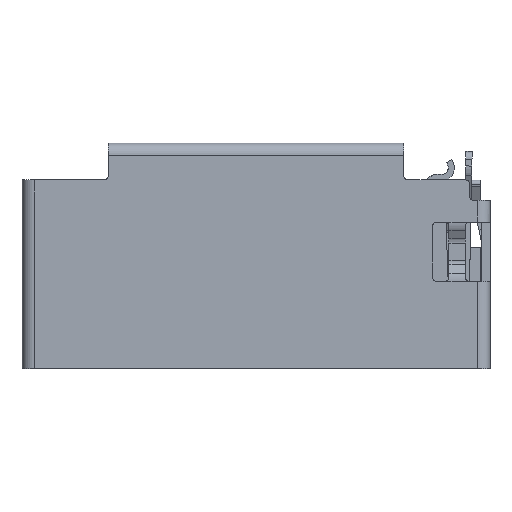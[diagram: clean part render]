
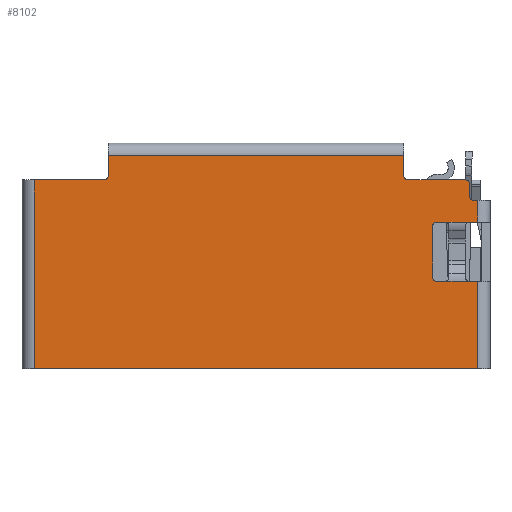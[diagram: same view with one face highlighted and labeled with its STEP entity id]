
A CAD part, top view. The second image highlights one B-rep face of the part: STEP entity #8102.
In plain terms, the highlighted planar face has unit normal (0, 0, 1).
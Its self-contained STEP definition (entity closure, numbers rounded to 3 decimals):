
#8102=ADVANCED_FACE('',(#16986),#16987,.T.);
#16986=FACE_OUTER_BOUND('',#20723,.T.);
#16987=PLANE('',#20724);
#20723=EDGE_LOOP('',(#26730,#26731,#26732,#26733,#26734,#26735,#26736,#26737,#26738,#26739,#26740,#26741,#26742,#26743,#26744,#26745,#26746,#26747,#26748,#26749,#26750,#26751,#26752,#26753));
#20724=AXIS2_PLACEMENT_3D('',#26754,#26755,#26756);
#26730=ORIENTED_EDGE('',*,*,#35204,.F.);
#26731=ORIENTED_EDGE('',*,*,#35350,.F.);
#26732=ORIENTED_EDGE('',*,*,#35359,.T.);
#26733=ORIENTED_EDGE('',*,*,#35353,.F.);
#26734=ORIENTED_EDGE('',*,*,#35360,.T.);
#26735=ORIENTED_EDGE('',*,*,#35361,.T.);
#26736=ORIENTED_EDGE('',*,*,#35362,.F.);
#26737=ORIENTED_EDGE('',*,*,#35337,.F.);
#26738=ORIENTED_EDGE('',*,*,#35312,.T.);
#26739=ORIENTED_EDGE('',*,*,#35120,.F.);
#26740=ORIENTED_EDGE('',*,*,#35363,.F.);
#26741=ORIENTED_EDGE('',*,*,#35364,.F.);
#26742=ORIENTED_EDGE('',*,*,#35365,.F.);
#26743=ORIENTED_EDGE('',*,*,#35366,.T.);
#26744=ORIENTED_EDGE('',*,*,#35288,.F.);
#26745=ORIENTED_EDGE('',*,*,#35082,.T.);
#26746=ORIENTED_EDGE('',*,*,#35159,.F.);
#26747=ORIENTED_EDGE('',*,*,#35103,.F.);
#26748=ORIENTED_EDGE('',*,*,#35275,.T.);
#26749=ORIENTED_EDGE('',*,*,#35265,.F.);
#26750=ORIENTED_EDGE('',*,*,#35367,.T.);
#26751=ORIENTED_EDGE('',*,*,#35069,.F.);
#26752=ORIENTED_EDGE('',*,*,#35239,.T.);
#26753=ORIENTED_EDGE('',*,*,#35166,.T.);
#26754=CARTESIAN_POINT('',(5.025,-1.417,2.65));
#26755=DIRECTION('',(0.0,0.0,1.0));
#26756=DIRECTION('',(1.0,0.0,0.0));
#35069=EDGE_CURVE('',#38782,#38784,#38785,.T.);
#35082=EDGE_CURVE('',#38810,#38808,#38811,.T.);
#35103=EDGE_CURVE('',#38849,#38850,#38851,.T.);
#35120=EDGE_CURVE('',#38881,#38883,#38884,.T.);
#35159=EDGE_CURVE('',#38850,#38808,#38950,.T.);
#35166=EDGE_CURVE('',#38962,#38960,#38963,.T.);
#35204=EDGE_CURVE('',#39027,#38960,#39028,.T.);
#35239=EDGE_CURVE('',#38782,#38962,#39085,.T.);
#35265=EDGE_CURVE('',#39125,#39127,#39128,.T.);
#35275=EDGE_CURVE('',#38849,#39127,#39143,.T.);
#35288=EDGE_CURVE('',#38810,#39160,#39162,.T.);
#35312=EDGE_CURVE('',#39201,#38883,#39202,.T.);
#35337=EDGE_CURVE('',#39201,#39237,#39238,.T.);
#35350=EDGE_CURVE('',#39254,#39027,#39256,.T.);
#35353=EDGE_CURVE('',#39258,#39260,#39261,.T.);
#35359=EDGE_CURVE('',#39254,#39260,#39269,.T.);
#35360=EDGE_CURVE('',#39258,#39270,#39271,.T.);
#35361=EDGE_CURVE('',#39270,#39272,#39273,.T.);
#35362=EDGE_CURVE('',#39237,#39272,#39274,.T.);
#35363=EDGE_CURVE('',#39275,#38881,#39276,.T.);
#35364=EDGE_CURVE('',#39277,#39275,#39278,.T.);
#35365=EDGE_CURVE('',#39279,#39277,#39280,.T.);
#35366=EDGE_CURVE('',#39279,#39160,#39281,.T.);
#35367=EDGE_CURVE('',#39125,#38784,#39282,.T.);
#38782=VERTEX_POINT('',#39416);
#38784=VERTEX_POINT('',#39418);
#38785=LINE('',#39419,#39420);
#38808=VERTEX_POINT('',#39454);
#38810=VERTEX_POINT('',#39457);
#38811=LINE('',#39458,#39459);
#38849=VERTEX_POINT('',#39513);
#38850=VERTEX_POINT('',#39514);
#38851=LINE('',#39515,#39516);
#38881=VERTEX_POINT('',#39557);
#38883=VERTEX_POINT('',#39559);
#38884=LINE('',#39560,#39561);
#38950=CIRCLE('',#39670,0.1);
#38960=VERTEX_POINT('',#39683);
#38962=VERTEX_POINT('',#39685);
#38963=LINE('',#39686,#39687);
#39027=VERTEX_POINT('',#39776);
#39028=LINE('',#39777,#39778);
#39085=LINE('',#39862,#39863);
#39125=VERTEX_POINT('',#39920);
#39127=VERTEX_POINT('',#39923);
#39128=LINE('',#39924,#39925);
#39143=LINE('',#39944,#39945);
#39160=VERTEX_POINT('',#39969);
#39162=CIRCLE('',#39972,0.1);
#39201=VERTEX_POINT('',#40058);
#39202=LINE('',#40059,#40060);
#39237=VERTEX_POINT('',#40203);
#39238=LINE('',#40204,#40205);
#39254=VERTEX_POINT('',#40229);
#39256=LINE('',#40232,#40233);
#39258=VERTEX_POINT('',#40236);
#39260=VERTEX_POINT('',#40239);
#39261=LINE('',#40240,#40241);
#39269=LINE('',#40252,#40253);
#39270=VERTEX_POINT('',#40254);
#39271=CIRCLE('',#40255,0.1);
#39272=VERTEX_POINT('',#40256);
#39273=LINE('',#40257,#40258);
#39274=CIRCLE('',#40259,0.1);
#39275=VERTEX_POINT('',#40260);
#39276=LINE('',#40261,#40262);
#39277=VERTEX_POINT('',#40263);
#39278=LINE('',#40264,#40265);
#39279=VERTEX_POINT('',#40266);
#39280=CIRCLE('',#40267,0.1);
#39281=LINE('',#40268,#40269);
#39282=CIRCLE('',#40270,0.1);
#39416=CARTESIAN_POINT('',(-5.275,2.3,2.65));
#39418=CARTESIAN_POINT('',(-3.575,2.3,2.65));
#39419=CARTESIAN_POINT('',(-5.552,2.3,2.65));
#39420=VECTOR('',#40546,1.0);
#39454=CARTESIAN_POINT('',(3.825,2.3,2.65));
#39457=CARTESIAN_POINT('',(5.225,2.3,2.65));
#39458=CARTESIAN_POINT('',(-5.552,2.3,2.65));
#39459=VECTOR('',#40559,1.0);
#39513=CARTESIAN_POINT('',(3.725,2.9,2.65));
#39514=CARTESIAN_POINT('',(3.725,2.4,2.65));
#39515=CARTESIAN_POINT('',(3.725,-2.3,2.65));
#39516=VECTOR('',#40588,1.0);
#39557=CARTESIAN_POINT('',(5.525,1.271,2.65));
#39559=CARTESIAN_POINT('',(5.325,1.271,2.65));
#39560=CARTESIAN_POINT('',(-5.552,1.271,2.65));
#39561=VECTOR('',#40615,1.0);
#39670=AXIS2_PLACEMENT_3D('',#40674,#40675,#40676);
#39683=CARTESIAN_POINT('',(5.525,-2.3,2.65));
#39685=CARTESIAN_POINT('',(-5.275,-2.3,2.65));
#39686=CARTESIAN_POINT('',(-5.552,-2.3,2.65));
#39687=VECTOR('',#40689,1.0);
#39776=CARTESIAN_POINT('',(5.525,-0.171,2.65));
#39777=CARTESIAN_POINT('',(5.525,-2.3,2.65));
#39778=VECTOR('',#40751,1.0);
#39862=CARTESIAN_POINT('',(-5.275,-2.3,2.65));
#39863=VECTOR('',#40800,1.0);
#39920=CARTESIAN_POINT('',(-3.475,2.4,2.65));
#39923=CARTESIAN_POINT('',(-3.475,2.9,2.65));
#39924=CARTESIAN_POINT('',(-3.475,-2.3,2.65));
#39925=VECTOR('',#40840,1.0);
#39944=CARTESIAN_POINT('',(-5.552,2.9,2.65));
#39945=VECTOR('',#40860,1.0);
#39969=CARTESIAN_POINT('',(5.325,2.2,2.65));
#39972=AXIS2_PLACEMENT_3D('',#40881,#40882,#40883);
#40058=CARTESIAN_POINT('',(4.725,1.271,2.65));
#40059=CARTESIAN_POINT('',(-5.552,1.271,2.65));
#40060=VECTOR('',#40916,1.0);
#40203=CARTESIAN_POINT('',(4.525,1.271,2.65));
#40204=CARTESIAN_POINT('',(-5.552,1.271,2.65));
#40205=VECTOR('',#40956,1.0);
#40229=CARTESIAN_POINT('',(5.325,-0.171,2.65));
#40232=CARTESIAN_POINT('',(-5.552,-0.171,2.65));
#40233=VECTOR('',#40975,1.0);
#40236=CARTESIAN_POINT('',(4.525,-0.171,2.65));
#40239=CARTESIAN_POINT('',(4.725,-0.171,2.65));
#40240=CARTESIAN_POINT('',(-5.552,-0.171,2.65));
#40241=VECTOR('',#40978,1.0);
#40252=CARTESIAN_POINT('',(-5.552,-0.171,2.65));
#40253=VECTOR('',#40988,1.0);
#40254=CARTESIAN_POINT('',(4.425,-0.071,2.65));
#40255=AXIS2_PLACEMENT_3D('',#40989,#40990,#40991);
#40256=CARTESIAN_POINT('',(4.425,1.171,2.65));
#40257=CARTESIAN_POINT('',(4.425,-2.3,2.65));
#40258=VECTOR('',#40992,1.0);
#40259=AXIS2_PLACEMENT_3D('',#40993,#40994,#40995);
#40260=CARTESIAN_POINT('',(5.525,1.8,2.65));
#40261=CARTESIAN_POINT('',(5.525,-2.3,2.65));
#40262=VECTOR('',#40996,1.0);
#40263=CARTESIAN_POINT('',(5.425,1.8,2.65));
#40264=CARTESIAN_POINT('',(-5.552,1.8,2.65));
#40265=VECTOR('',#40997,1.0);
#40266=CARTESIAN_POINT('',(5.325,1.9,2.65));
#40267=AXIS2_PLACEMENT_3D('',#40998,#40999,#41000);
#40268=CARTESIAN_POINT('',(5.325,-2.3,2.65));
#40269=VECTOR('',#41001,1.0);
#40270=AXIS2_PLACEMENT_3D('',#41002,#41003,#41004);
#40546=DIRECTION('',(1.0,0.0,0.0));
#40559=DIRECTION('',(-1.0,0.0,0.0));
#40588=DIRECTION('',(0.0,-1.0,0.0));
#40615=DIRECTION('',(-1.0,0.0,0.0));
#40674=CARTESIAN_POINT('',(3.825,2.4,2.65));
#40675=DIRECTION('',(0.0,0.0,1.0));
#40676=DIRECTION('',(1.0,0.0,0.0));
#40689=DIRECTION('',(1.0,0.0,0.0));
#40751=DIRECTION('',(0.0,-1.0,0.0));
#40800=DIRECTION('',(0.0,-1.0,0.0));
#40840=DIRECTION('',(0.0,1.0,0.0));
#40860=DIRECTION('',(-1.0,0.0,0.0));
#40881=CARTESIAN_POINT('',(5.225,2.2,2.65));
#40882=DIRECTION('',(0.0,0.0,-1.0));
#40883=DIRECTION('',(-1.0,0.0,0.0));
#40916=DIRECTION('',(1.0,0.0,0.0));
#40956=DIRECTION('',(-1.0,0.0,0.0));
#40975=DIRECTION('',(1.0,0.0,0.0));
#40978=DIRECTION('',(1.0,0.0,0.0));
#40988=DIRECTION('',(-1.0,0.0,0.0));
#40989=CARTESIAN_POINT('',(4.525,-0.071,2.65));
#40990=DIRECTION('',(0.0,0.0,-1.0));
#40991=DIRECTION('',(-1.0,0.0,0.0));
#40992=DIRECTION('',(0.0,1.0,0.0));
#40993=CARTESIAN_POINT('',(4.525,1.171,2.65));
#40994=DIRECTION('',(0.0,0.0,1.0));
#40995=DIRECTION('',(1.0,0.0,0.0));
#40996=DIRECTION('',(0.0,-1.0,0.0));
#40997=DIRECTION('',(1.0,0.0,0.0));
#40998=CARTESIAN_POINT('',(5.425,1.9,2.65));
#40999=DIRECTION('',(0.0,0.0,1.0));
#41000=DIRECTION('',(1.0,0.0,0.0));
#41001=DIRECTION('',(0.0,1.0,0.0));
#41002=CARTESIAN_POINT('',(-3.575,2.4,2.65));
#41003=DIRECTION('',(0.0,0.0,-1.0));
#41004=DIRECTION('',(-1.0,0.0,0.0));
